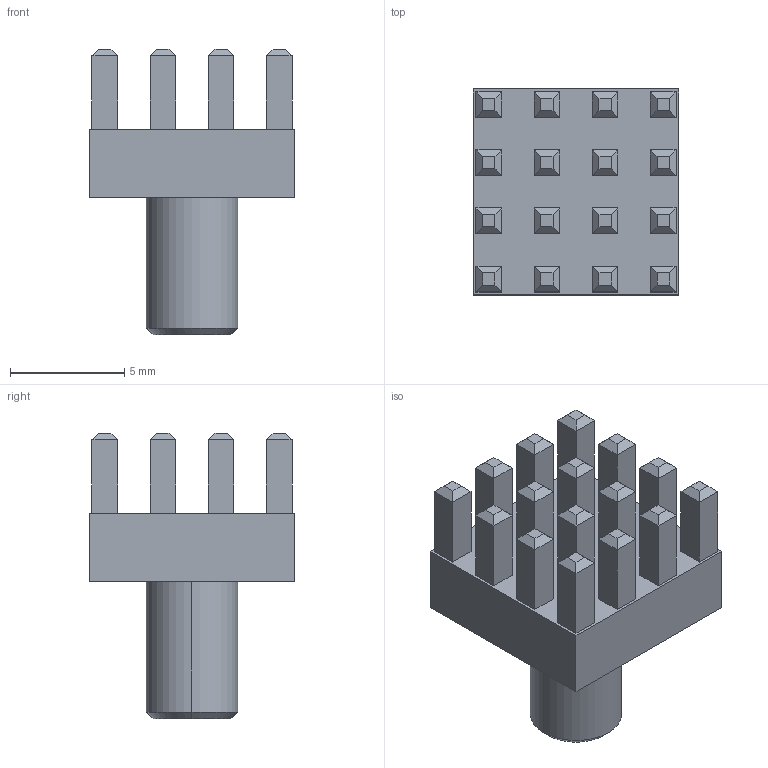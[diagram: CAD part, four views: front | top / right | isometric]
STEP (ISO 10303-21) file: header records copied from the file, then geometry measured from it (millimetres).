
FILE_DESCRIPTION (( 'STEP AP203' ), '1' );
FILE_NAME ('K94787-A01.STEP', '2021-09-10T06:06:44', ( '' ), ( '' ), 'SwSTEP 2.0', 'SolidWorks 2018', '' );
FILE_SCHEMA (( 'CONFIG_CONTROL_DESIGN' ));
Length unit declared in the file: millimetre
Products named in the file (1): K94787-A01
Bounding box: 9 x 9 x 12.5 mm (x, y, z)
Volume: 386.7 mm3; surface area: 581.1 mm2
Topology: 1 solids, 1 shells, 155 faces, 342 edges, 206 vertices
Faces by surface type: plane 151, cone 2, cylinder 2
Entity records: 4171 total; most frequent: CARTESIAN_POINT 704, ORIENTED_EDGE 684, DIRECTION 660, EDGE_CURVE 342, LINE 336, VECTOR 336, VERTEX_POINT 206, EDGE_LOOP 172
